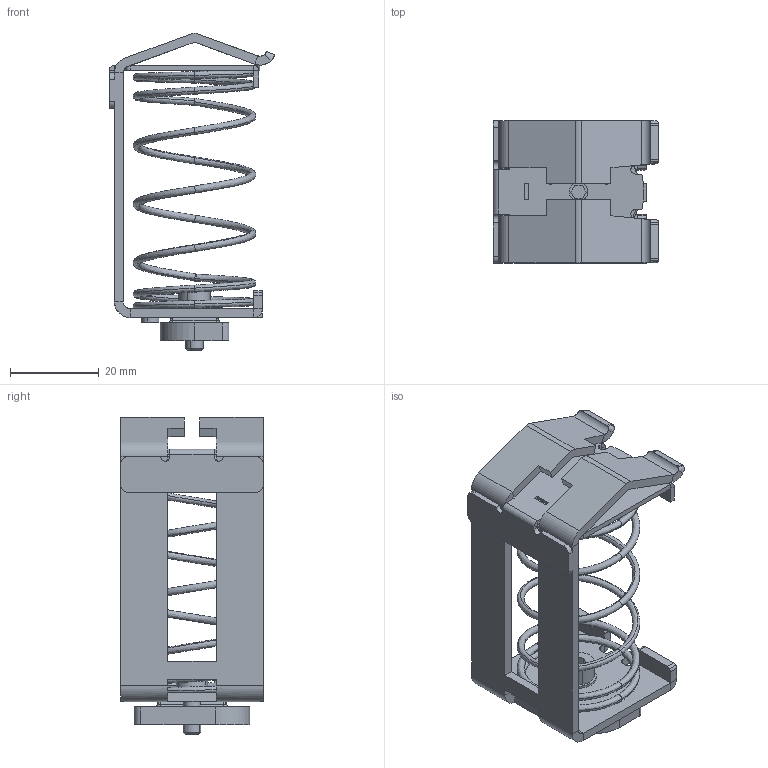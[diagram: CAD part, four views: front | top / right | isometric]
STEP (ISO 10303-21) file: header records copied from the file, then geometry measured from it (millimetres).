
FILE_DESCRIPTION(('CATIA V5 STEP Exchange','CAx-IF Rec.Pracs.--- Model Styling and Organization---1.4--- 2014-01-23'),'2;1');
FILE_NAME ('D1450296_1', '2023-06-23T09:20:39+00:00', ('none'), ('Weidmueller'), 'CATIA Version 5-6 Release 2016 SP3 HF44', 'CATIA V5 STEP AP214', 'none');
FILE_SCHEMA(('AUTOMOTIVE_DESIGN { 1 0 10303 214 1 1 1 1 }'));
Length unit declared in the file: millimetre
Products named in the file (1): 1252540000
Bounding box: 37.27 x 32 x 71.35 mm (x, y, z)
Volume: 10754.3 mm3; surface area: 13657.3 mm2
Topology: 1 solids, 2 shells, 309 faces, 801 edges, 491 vertices
Faces by surface type: plane 150, cylinder 90, bspline 41, sphere 12, cone 12, torus 4
Entity records: 12338 total; most frequent: CARTESIAN_POINT 5571, ORIENTED_EDGE 1586, DIRECTION 1094, EDGE_CURVE 793, VERTEX_POINT 491, AXIS2_PLACEMENT_3D 441, VECTOR 414, LINE 414
